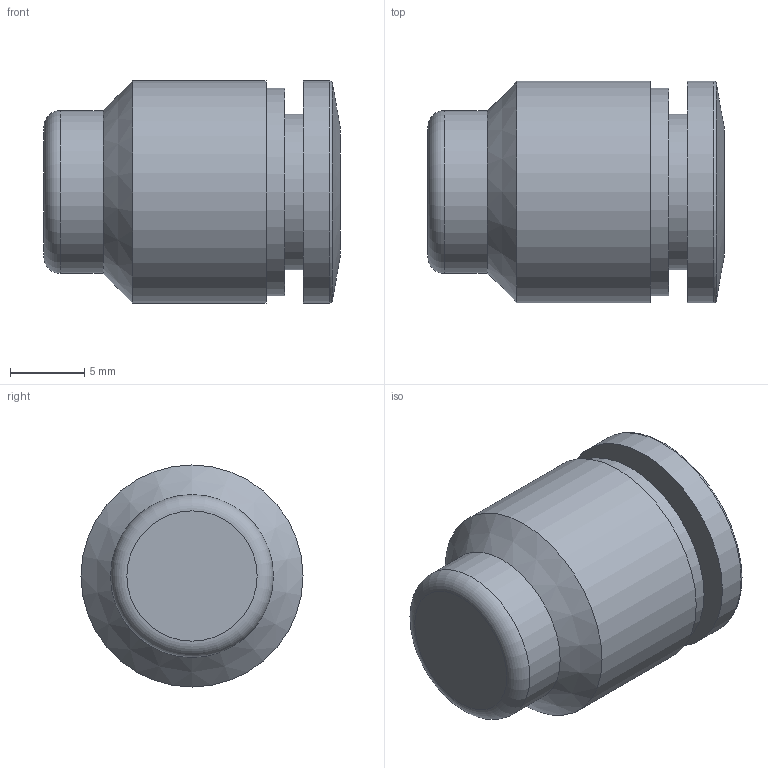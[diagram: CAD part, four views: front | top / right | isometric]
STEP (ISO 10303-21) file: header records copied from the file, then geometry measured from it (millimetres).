
FILE_DESCRIPTION(/* description */ ('STEP AP214'),/* implementation_level */ '2;1');
FILE_NAME(/* name */ '130706_QSC-8-50',/* time_stamp */ '2024-09-14T06:42:06+02:00',/* author */ ('License CC BY-ND 4.0'),/* organization */ ('CADENAS'),/* preprocessor_version */ 'ST-DEVELOPER v19.3',/* originating_system */ 'PARTsolutions',/* authorisation */ ' ');
FILE_SCHEMA (('AUTOMOTIVE_DESIGN {1 0 10303 214 3 1 1}'));
Length unit declared in the file: millimetre
Products named in the file (1): 130706 QSC-8-50
Bounding box: 20 x 15 x 15 mm (x, y, z)
Volume: 2030.5 mm3; surface area: 1747.2 mm2
Topology: 1 solids, 1 shells, 17 faces, 28 edges, 16 vertices
Faces by surface type: cylinder 6, plane 5, torus 3, cone 3
Full cylindrical faces by diameter (mm): 8 x1, 10.5 x1, 11 x1, 14 x1, 15 x2
Entity records: 478 total; most frequent: DIRECTION 68, CARTESIAN_POINT 50, AXIS2_PLACEMENT_3D 34, ORIENTED_EDGE 32, EDGE_LOOP 32, FACE_BOUND 32, STYLED_ITEM 17, PRESENTATION_STYLE_ASSIGNMENT 17
